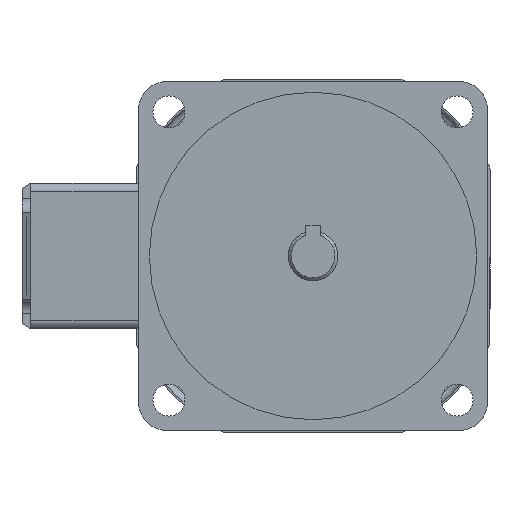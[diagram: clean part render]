
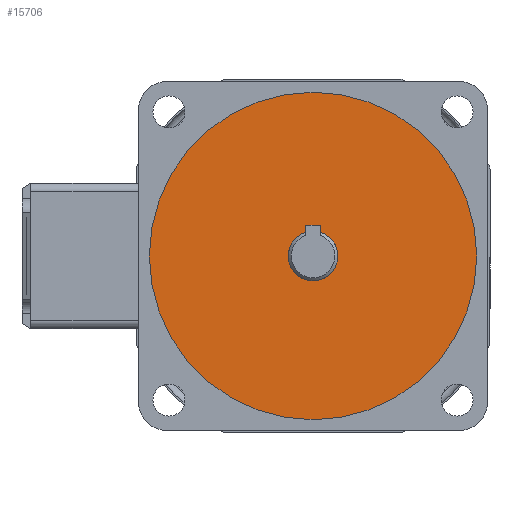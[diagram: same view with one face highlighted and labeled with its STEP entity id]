
A CAD part, front view. The second image highlights one B-rep face of the part: STEP entity #15706.
In plain terms, the highlighted planar face has unit normal (0, -1, 0).
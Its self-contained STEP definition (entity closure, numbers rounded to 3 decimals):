
#425 = CIRCLE ( 'NONE', #9672, 8.5 ) ;
#549 = ORIENTED_EDGE ( 'NONE', *, *, #16758, .T. ) ;
#1072 = DIRECTION ( 'NONE',  ( 0., 0., -1. ) ) ;
#1173 = ORIENTED_EDGE ( 'NONE', *, *, #13454, .T. ) ;
#1179 = VERTEX_POINT ( 'NONE', #12074 ) ;
#2313 = AXIS2_PLACEMENT_3D ( 'NONE', #10529, #23959, #12498 ) ;
#2719 = CARTESIAN_POINT ( 'NONE',  ( 0., -3., -56.25 ) ) ;
#2759 = CARTESIAN_POINT ( 'NONE',  ( 0., -3., 0. ) ) ;
#2993 = VERTEX_POINT ( 'NONE', #9506 ) ;
#3869 = CIRCLE ( 'NONE', #24902, 56.25 ) ;
#4705 = DIRECTION ( 'NONE',  ( 0., 0., -1. ) ) ;
#5289 = AXIS2_PLACEMENT_3D ( 'NONE', #2759, #16311, #4705 ) ;
#5342 = FACE_OUTER_BOUND ( 'NONE', #22505, .T. ) ;
#6246 = VERTEX_POINT ( 'NONE', #19790 ) ;
#6975 = ORIENTED_EDGE ( 'NONE', *, *, #16564, .F. ) ;
#7732 = CARTESIAN_POINT ( 'NONE',  ( 0., -3., 0. ) ) ;
#9506 = CARTESIAN_POINT ( 'NONE',  ( 0., -3., 8.5 ) ) ;
#9658 = DIRECTION ( 'NONE',  ( 0., 0., -1. ) ) ;
#9672 = AXIS2_PLACEMENT_3D ( 'NONE', #7732, #21193, #9658 ) ;
#10143 = DIRECTION ( 'NONE',  ( 0., 0., -1. ) ) ;
#10488 = CIRCLE ( 'NONE', #2313, 8.5 ) ;
#10529 = CARTESIAN_POINT ( 'NONE',  ( 0., -3., 0. ) ) ;
#10984 = VERTEX_POINT ( 'NONE', #2719 ) ;
#12074 = CARTESIAN_POINT ( 'NONE',  ( 0., -3., -8.5 ) ) ;
#12498 = DIRECTION ( 'NONE',  ( 0., 0., -1. ) ) ;
#12722 = DIRECTION ( 'NONE',  ( 0., -1., 0. ) ) ;
#13454 = EDGE_CURVE ( 'NONE', #10984, #6246, #3869, .T. ) ;
#15706 = ADVANCED_FACE ( 'NONE', ( #5342, #16246 ), #19745, .T. ) ;
#16246 = FACE_BOUND ( 'NONE', #16645, .T. ) ;
#16262 = EDGE_CURVE ( 'NONE', #1179, #2993, #10488, .T. ) ;
#16311 = DIRECTION ( 'NONE',  ( 0., -1., 0. ) ) ;
#16564 = EDGE_CURVE ( 'NONE', #2993, #1179, #425, .T. ) ;
#16645 = EDGE_LOOP ( 'NONE', ( #6975, #22929 ) ) ;
#16758 = EDGE_CURVE ( 'NONE', #6246, #10984, #21883, .T. ) ;
#16785 = AXIS2_PLACEMENT_3D ( 'NONE', #17790, #21649, #10143 ) ;
#17790 = CARTESIAN_POINT ( 'NONE',  ( 0., -3., 0. ) ) ;
#19745 = PLANE ( 'NONE',  #16785 ) ;
#19790 = CARTESIAN_POINT ( 'NONE',  ( 0., -3., 56.25 ) ) ;
#21193 = DIRECTION ( 'NONE',  ( 0., -1., 0. ) ) ;
#21649 = DIRECTION ( 'NONE',  ( 0., -1., 0. ) ) ;
#21883 = CIRCLE ( 'NONE', #5289, 56.25 ) ;
#22505 = EDGE_LOOP ( 'NONE', ( #549, #1173 ) ) ;
#22929 = ORIENTED_EDGE ( 'NONE', *, *, #16262, .F. ) ;
#23959 = DIRECTION ( 'NONE',  ( 0., -1., 0. ) ) ;
#24198 = CARTESIAN_POINT ( 'NONE',  ( 0., -3., 0. ) ) ;
#24902 = AXIS2_PLACEMENT_3D ( 'NONE', #24198, #12722, #1072 ) ;
